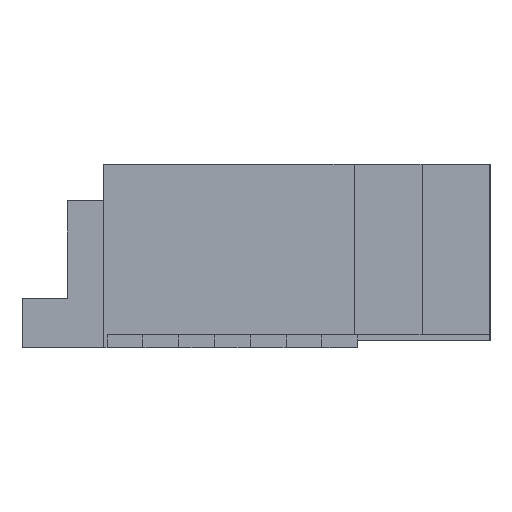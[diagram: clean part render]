
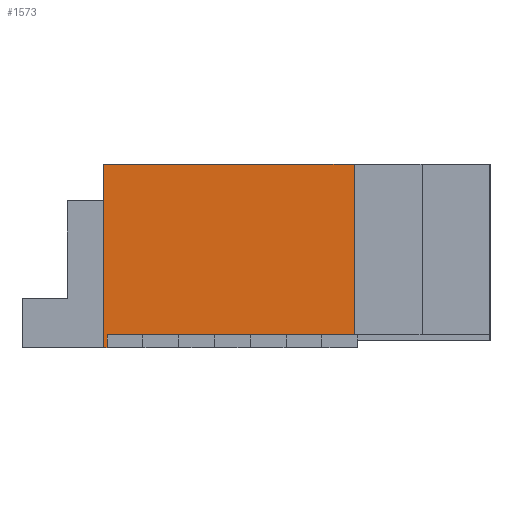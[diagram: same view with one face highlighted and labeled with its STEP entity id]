
A CAD part, left-side view. The second image highlights one B-rep face of the part: STEP entity #1573.
In plain terms, the highlighted planar face has unit normal (-1, 0, 0).
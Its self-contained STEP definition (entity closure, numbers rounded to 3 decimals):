
#40 = VERTEX_POINT('',#41);
#41 = CARTESIAN_POINT('',(-10.935,0.8,2.56));
#47 = EDGE_CURVE('',#48,#40,#50,.T.);
#48 = VERTEX_POINT('',#49);
#49 = CARTESIAN_POINT('',(-10.935,0.8,0.));
#50 = LINE('',#51,#52);
#51 = CARTESIAN_POINT('',(-10.935,0.8,0.));
#52 = VECTOR('',#53,1.);
#53 = DIRECTION('',(0.,0.,1.));
#612 = VERTEX_POINT('',#613);
#613 = CARTESIAN_POINT('',(-10.935,0.75,0.));
#619 = EDGE_CURVE('',#48,#612,#620,.T.);
#620 = LINE('',#621,#622);
#621 = CARTESIAN_POINT('',(-10.935,0.8,0.));
#622 = VECTOR('',#623,1.);
#623 = DIRECTION('',(0.,-1.,0.));
#1573 = ADVANCED_FACE('',(#1574),#1608,.F.);
#1574 = FACE_BOUND('',#1575,.F.);
#1575 = EDGE_LOOP('',(#1576,#1577,#1578,#1586,#1594,#1602));
#1576 = ORIENTED_EDGE('',*,*,#619,.F.);
#1577 = ORIENTED_EDGE('',*,*,#47,.T.);
#1578 = ORIENTED_EDGE('',*,*,#1579,.T.);
#1579 = EDGE_CURVE('',#40,#1580,#1582,.T.);
#1580 = VERTEX_POINT('',#1581);
#1581 = CARTESIAN_POINT('',(-10.935,-2.7,2.56));
#1582 = LINE('',#1583,#1584);
#1583 = CARTESIAN_POINT('',(-10.935,0.8,2.56));
#1584 = VECTOR('',#1585,1.);
#1585 = DIRECTION('',(0.,-1.,0.));
#1586 = ORIENTED_EDGE('',*,*,#1587,.F.);
#1587 = EDGE_CURVE('',#1588,#1580,#1590,.T.);
#1588 = VERTEX_POINT('',#1589);
#1589 = CARTESIAN_POINT('',(-10.935,-2.7,0.18));
#1590 = LINE('',#1591,#1592);
#1591 = CARTESIAN_POINT('',(-10.935,-2.7,0.));
#1592 = VECTOR('',#1593,1.);
#1593 = DIRECTION('',(0.,0.,1.));
#1594 = ORIENTED_EDGE('',*,*,#1595,.F.);
#1595 = EDGE_CURVE('',#1596,#1588,#1598,.T.);
#1596 = VERTEX_POINT('',#1597);
#1597 = CARTESIAN_POINT('',(-10.935,0.75,0.18));
#1598 = LINE('',#1599,#1600);
#1599 = CARTESIAN_POINT('',(-10.935,-0.1,0.18));
#1600 = VECTOR('',#1601,1.);
#1601 = DIRECTION('',(0.,-1.,0.));
#1602 = ORIENTED_EDGE('',*,*,#1603,.T.);
#1603 = EDGE_CURVE('',#1596,#612,#1604,.T.);
#1604 = LINE('',#1605,#1606);
#1605 = CARTESIAN_POINT('',(-10.935,0.75,0.));
#1606 = VECTOR('',#1607,1.);
#1607 = DIRECTION('',(-0.,0.,-1.));
#1608 = PLANE('',#1609);
#1609 = AXIS2_PLACEMENT_3D('',#1610,#1611,#1612);
#1610 = CARTESIAN_POINT('',(-10.935,0.8,0.));
#1611 = DIRECTION('',(1.,0.,0.));
#1612 = DIRECTION('',(0.,-1.,0.));
